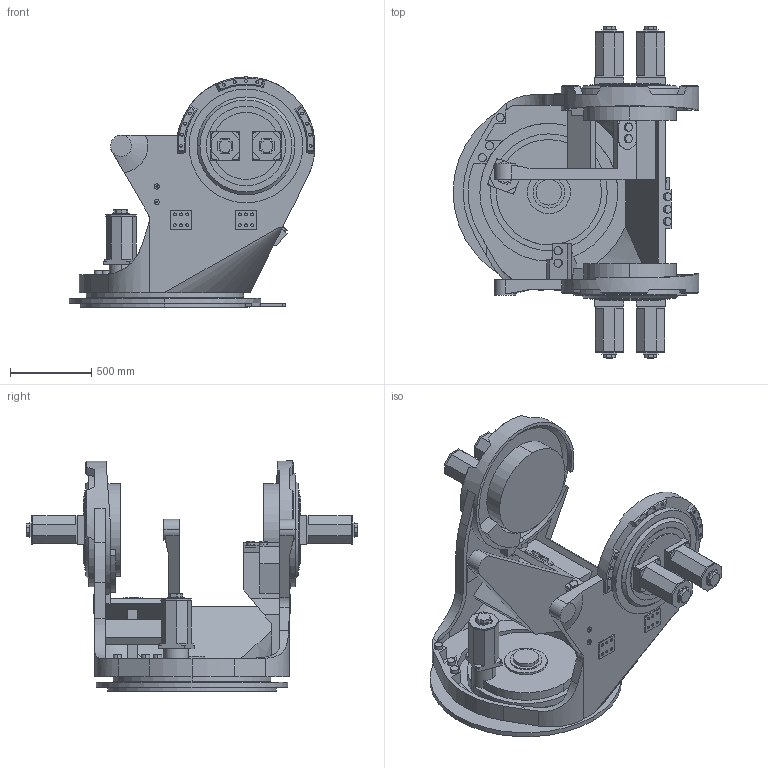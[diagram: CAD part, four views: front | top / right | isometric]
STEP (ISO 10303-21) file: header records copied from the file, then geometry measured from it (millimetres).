
FILE_DESCRIPTION (( 'STEP AP203' ), '1' );
FILE_NAME ('T301_A_Predeterminado_sldprt.STEP', '2021-03-03T16:29:13', ( '' ), ( '' ), 'SwSTEP 2.0', 'SolidWorks 2020', '' );
FILE_SCHEMA (( 'CONFIG_CONTROL_DESIGN' ));
Length unit declared in the file: millimetre
Products named in the file (1): T301_A_Predeterminado_sldprt
Bounding box: 1514.82 x 2045.6 x 1418 mm (x, y, z)
Volume: 441147376.4 mm3; surface area: 13230227.5 mm2
Topology: 1 solids, 1 shells, 792 faces, 2015 edges, 1332 vertices
Faces by surface type: plane 517, cylinder 244, cone 27, bspline 4
Entity records: 24688 total; most frequent: CARTESIAN_POINT 5101, DIRECTION 4052, ORIENTED_EDGE 4030, EDGE_CURVE 2015, LINE 1366, VECTOR 1366, AXIS2_PLACEMENT_3D 1343, VERTEX_POINT 1332
